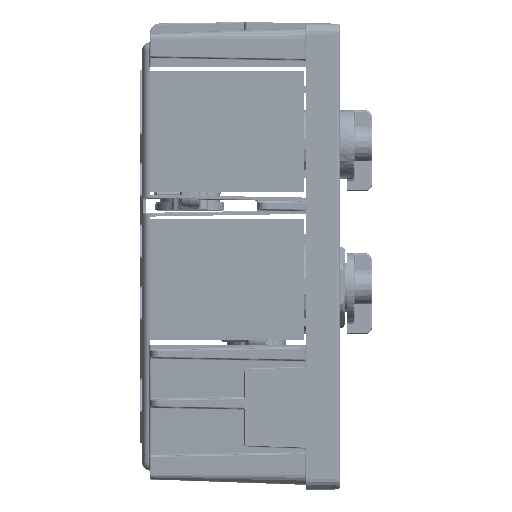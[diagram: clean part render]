
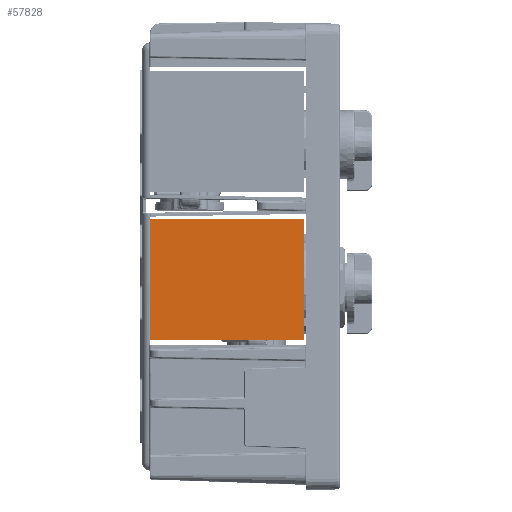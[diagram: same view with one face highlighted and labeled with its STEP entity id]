
A CAD part, front view. The second image highlights one B-rep face of the part: STEP entity #57828.
In plain terms, the highlighted planar face has unit normal (-0.035, -0.999, 0).
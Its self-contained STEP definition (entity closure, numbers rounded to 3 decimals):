
#50153=CARTESIAN_POINT('Vertex',(5.927,-87.855,-34.)) ;
#50156=CARTESIAN_POINT('Line Origine',(5.927,-87.855,-9.4)) ;
#50160=CARTESIAN_POINT('Vertex',(5.927,-87.855,15.2)) ;
#57756=CARTESIAN_POINT('Vertex',(68.427,-90.037,-34.)) ;
#57759=CARTESIAN_POINT('Line Origine',(37.177,-88.946,-34.)) ;
#57773=CARTESIAN_POINT('Axis2P3D Location',(2.927,-87.75,0.)) ;
#57778=CARTESIAN_POINT('Line Origine',(68.427,-90.037,0.)) ;
#57782=CARTESIAN_POINT('Vertex',(68.427,-90.037,-28.)) ;
#57785=CARTESIAN_POINT('Line Origine',(68.427,-90.037,0.)) ;
#57789=CARTESIAN_POINT('Vertex',(68.427,-90.037,-25.)) ;
#57792=CARTESIAN_POINT('Line Origine',(68.427,-90.037,0.)) ;
#57796=CARTESIAN_POINT('Vertex',(68.427,-90.037,6.2)) ;
#57799=CARTESIAN_POINT('Line Origine',(68.427,-90.037,0.)) ;
#57803=CARTESIAN_POINT('Vertex',(68.427,-90.037,9.2)) ;
#57806=CARTESIAN_POINT('Line Origine',(68.427,-90.037,0.)) ;
#57810=CARTESIAN_POINT('Vertex',(68.427,-90.037,15.2)) ;
#57813=CARTESIAN_POINT('Line Origine',(36.927,-88.937,15.2)) ;
#50158=VECTOR('Line Direction',#50157,1.) ;
#57761=VECTOR('Line Direction',#57760,1.) ;
#57780=VECTOR('Line Direction',#57779,1.) ;
#57787=VECTOR('Line Direction',#57786,1.) ;
#57794=VECTOR('Line Direction',#57793,1.) ;
#57801=VECTOR('Line Direction',#57800,1.) ;
#57808=VECTOR('Line Direction',#57807,1.) ;
#57815=VECTOR('Line Direction',#57814,1.) ;
#50157=DIRECTION('Vector Direction',(0.,0.,1.)) ;
#57760=DIRECTION('Vector Direction',(0.999,-0.035,0.)) ;
#57774=DIRECTION('Axis2P3D Direction',(0.035,0.999,-0.)) ;
#57775=DIRECTION('Axis2P3D XDirection',(0.,0.,1.)) ;
#57779=DIRECTION('Vector Direction',(0.,0.,1.)) ;
#57786=DIRECTION('Vector Direction',(0.,0.,1.)) ;
#57793=DIRECTION('Vector Direction',(0.,0.,1.)) ;
#57800=DIRECTION('Vector Direction',(0.,0.,1.)) ;
#57807=DIRECTION('Vector Direction',(0.,0.,1.)) ;
#57814=DIRECTION('Vector Direction',(0.999,-0.035,0.)) ;
#57776=AXIS2_PLACEMENT_3D('Plane Axis2P3D',#57773,#57774,#57775) ;
#50159=LINE('Line',#50156,#50158) ;
#57762=LINE('Line',#57759,#57761) ;
#57781=LINE('Line',#57778,#57780) ;
#57788=LINE('Line',#57785,#57787) ;
#57795=LINE('Line',#57792,#57794) ;
#57802=LINE('Line',#57799,#57801) ;
#57809=LINE('Line',#57806,#57808) ;
#57816=LINE('Line',#57813,#57815) ;
#57777=PLANE('',#57776) ;
#50162=EDGE_CURVE('',#50154,#50161,#50159,.T.) ;
#57763=EDGE_CURVE('',#50154,#57757,#57762,.T.) ;
#57784=EDGE_CURVE('',#57757,#57783,#57781,.T.) ;
#57791=EDGE_CURVE('',#57783,#57790,#57788,.T.) ;
#57798=EDGE_CURVE('',#57790,#57797,#57795,.T.) ;
#57805=EDGE_CURVE('',#57797,#57804,#57802,.T.) ;
#57812=EDGE_CURVE('',#57804,#57811,#57809,.T.) ;
#57817=EDGE_CURVE('',#50161,#57811,#57816,.T.) ;
#57819=ORIENTED_EDGE('',*,*,#57763,.T.) ;
#57820=ORIENTED_EDGE('',*,*,#57784,.T.) ;
#57821=ORIENTED_EDGE('',*,*,#57791,.T.) ;
#57822=ORIENTED_EDGE('',*,*,#57798,.T.) ;
#57823=ORIENTED_EDGE('',*,*,#57805,.T.) ;
#57824=ORIENTED_EDGE('',*,*,#57812,.T.) ;
#57825=ORIENTED_EDGE('',*,*,#57817,.F.) ;
#57826=ORIENTED_EDGE('',*,*,#50162,.F.) ;
#57818=EDGE_LOOP('',(#57819,#57820,#57821,#57822,#57823,#57824,#57825,#57826)) ;
#50154=VERTEX_POINT('',#50153) ;
#50161=VERTEX_POINT('',#50160) ;
#57757=VERTEX_POINT('',#57756) ;
#57783=VERTEX_POINT('',#57782) ;
#57790=VERTEX_POINT('',#57789) ;
#57797=VERTEX_POINT('',#57796) ;
#57804=VERTEX_POINT('',#57803) ;
#57811=VERTEX_POINT('',#57810) ;
#57828=ADVANCED_FACE('PartBody',(#57827),#57777,.F.) ;
#57827=FACE_OUTER_BOUND('',#57818,.T.) ;
